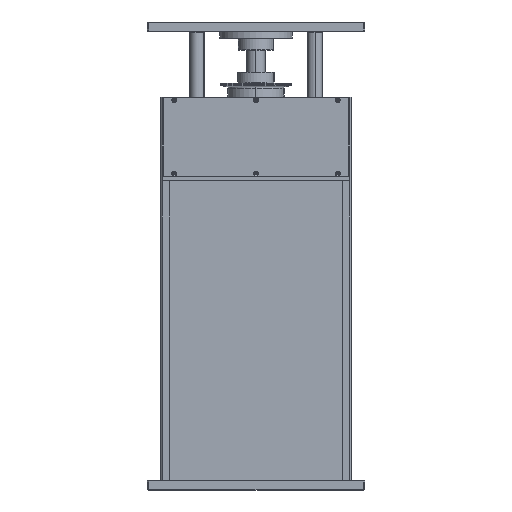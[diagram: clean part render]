
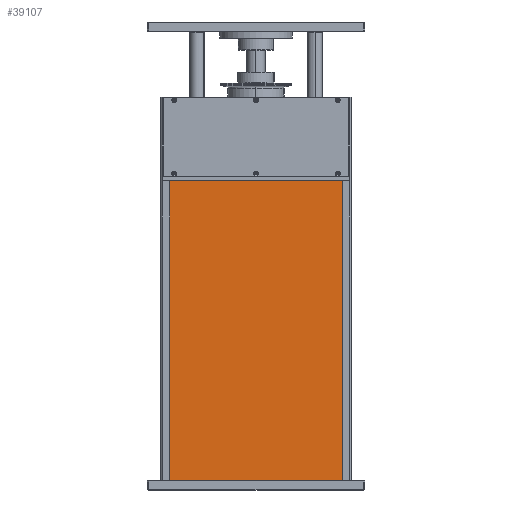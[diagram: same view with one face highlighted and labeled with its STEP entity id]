
A CAD part, top view. The second image highlights one B-rep face of the part: STEP entity #39107.
In plain terms, the highlighted face is planar.
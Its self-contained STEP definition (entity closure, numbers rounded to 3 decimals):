
#379 = DIRECTION ( 'NONE',  ( 0., 0., 1. ) ) ;
#3850 = VERTEX_POINT ( 'NONE', #38482 ) ;
#3937 = EDGE_CURVE ( 'NONE', #13705, #3850, #41773, .T. ) ;
#6447 = VECTOR ( 'NONE', #19925, 1000. ) ;
#6972 = ORIENTED_EDGE ( 'NONE', *, *, #19207, .F. ) ;
#7131 = LINE ( 'NONE', #7660, #6447 ) ;
#7525 = CARTESIAN_POINT ( 'NONE',  ( -95., 0., 165. ) ) ;
#7660 = CARTESIAN_POINT ( 'NONE',  ( -95., 0., -165. ) ) ;
#11156 = LINE ( 'NONE', #36088, #13742 ) ;
#12190 = EDGE_LOOP ( 'NONE', ( #6972, #48365, #24504, #22433 ) ) ;
#12649 = DIRECTION ( 'NONE',  ( 0., 1., 0. ) ) ;
#13655 = VERTEX_POINT ( 'NONE', #20299 ) ;
#13705 = VERTEX_POINT ( 'NONE', #7525 ) ;
#13742 = VECTOR ( 'NONE', #27745, 1000. ) ;
#14779 = LINE ( 'NONE', #27031, #48404 ) ;
#19207 = EDGE_CURVE ( 'NONE', #3850, #13655, #11156, .T. ) ;
#19925 = DIRECTION ( 'NONE',  ( 0., 0., 1. ) ) ;
#20299 = CARTESIAN_POINT ( 'NONE',  ( 95., 0., -165. ) ) ;
#22141 = EDGE_CURVE ( 'NONE', #46049, #13705, #7131, .T. ) ;
#22433 = ORIENTED_EDGE ( 'NONE', *, *, #42600, .F. ) ;
#24504 = ORIENTED_EDGE ( 'NONE', *, *, #22141, .F. ) ;
#27031 = CARTESIAN_POINT ( 'NONE',  ( -95., 0., -165. ) ) ;
#27659 = CARTESIAN_POINT ( 'NONE',  ( -95., 0., -165. ) ) ;
#27745 = DIRECTION ( 'NONE',  ( 0., 0., -1. ) ) ;
#32057 = VECTOR ( 'NONE', #43700, 1000. ) ;
#36088 = CARTESIAN_POINT ( 'NONE',  ( 95., 0., -165. ) ) ;
#38482 = CARTESIAN_POINT ( 'NONE',  ( 95., 0., 165. ) ) ;
#39107 = ADVANCED_FACE ( 'NONE', ( #51186 ), #41516, .F. ) ;
#40982 = AXIS2_PLACEMENT_3D ( 'NONE', #50170, #12649, #379 ) ;
#41516 = PLANE ( 'NONE',  #40982 ) ;
#41773 = LINE ( 'NONE', #50745, #32057 ) ;
#42600 = EDGE_CURVE ( 'NONE', #13655, #46049, #14779, .T. ) ;
#43700 = DIRECTION ( 'NONE',  ( 1., 0., 0. ) ) ;
#44398 = DIRECTION ( 'NONE',  ( -1., 0., 0. ) ) ;
#46049 = VERTEX_POINT ( 'NONE', #27659 ) ;
#48365 = ORIENTED_EDGE ( 'NONE', *, *, #3937, .F. ) ;
#48404 = VECTOR ( 'NONE', #44398, 1000. ) ;
#50170 = CARTESIAN_POINT ( 'NONE',  ( 0., 0., 0. ) ) ;
#50745 = CARTESIAN_POINT ( 'NONE',  ( -95., 0., 165. ) ) ;
#51186 = FACE_OUTER_BOUND ( 'NONE', #12190, .T. ) ;
